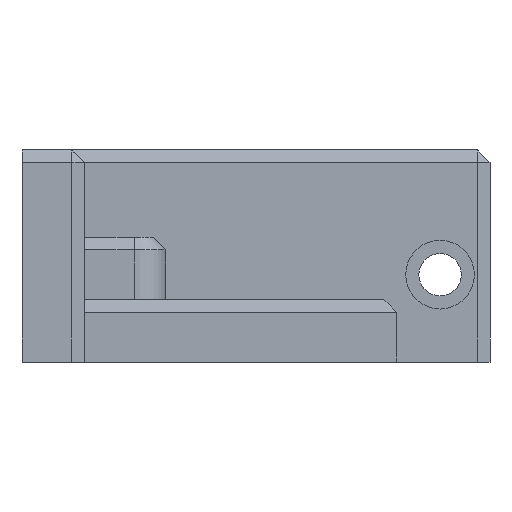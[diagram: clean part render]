
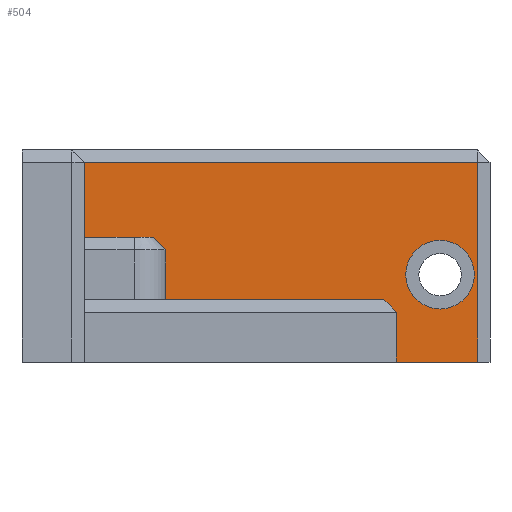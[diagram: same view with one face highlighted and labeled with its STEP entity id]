
A CAD part, left-side view. The second image highlights one B-rep face of the part: STEP entity #504.
In plain terms, the highlighted planar face has unit normal (-1, 0, 0).
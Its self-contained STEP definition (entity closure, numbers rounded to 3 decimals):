
#56 = VERTEX_POINT('',#57);
#57 = CARTESIAN_POINT('',(-5.,-30.,0.));
#63 = EDGE_CURVE('',#56,#64,#66,.T.);
#64 = VERTEX_POINT('',#65);
#65 = CARTESIAN_POINT('',(-5.,-36.5,0.));
#66 = LINE('',#67,#68);
#67 = CARTESIAN_POINT('',(-5.,-30.,0.));
#68 = VECTOR('',#69,1.);
#69 = DIRECTION('',(0.,-1.,0.));
#262 = EDGE_CURVE('',#263,#265,#267,.T.);
#263 = VERTEX_POINT('',#264);
#264 = CARTESIAN_POINT('',(-5.,-5.,5.));
#265 = VERTEX_POINT('',#266);
#266 = CARTESIAN_POINT('',(-5.,-5.,16.));
#267 = LINE('',#268,#269);
#268 = CARTESIAN_POINT('',(-5.,-5.,5.));
#269 = VECTOR('',#270,1.);
#270 = DIRECTION('',(0.,0.,1.));
#462 = VERTEX_POINT('',#463);
#463 = CARTESIAN_POINT('',(-5.,-30.,4.));
#469 = EDGE_CURVE('',#56,#462,#470,.T.);
#470 = LINE('',#471,#472);
#471 = CARTESIAN_POINT('',(-5.,-30.,0.));
#472 = VECTOR('',#473,1.);
#473 = DIRECTION('',(0.,0.,1.));
#487 = VERTEX_POINT('',#488);
#488 = CARTESIAN_POINT('',(-5.,-36.5,16.));
#494 = EDGE_CURVE('',#64,#487,#495,.T.);
#495 = LINE('',#496,#497);
#496 = CARTESIAN_POINT('',(-5.,-36.5,0.));
#497 = VECTOR('',#498,1.);
#498 = DIRECTION('',(0.,0.,1.));
#504 = ADVANCED_FACE('',(#505,#539),#550,.T.);
#505 = FACE_BOUND('',#506,.T.);
#506 = EDGE_LOOP('',(#507,#508,#509,#510,#516,#517,#525,#533));
#507 = ORIENTED_EDGE('',*,*,#469,.F.);
#508 = ORIENTED_EDGE('',*,*,#63,.T.);
#509 = ORIENTED_EDGE('',*,*,#494,.T.);
#510 = ORIENTED_EDGE('',*,*,#511,.F.);
#511 = EDGE_CURVE('',#265,#487,#512,.T.);
#512 = LINE('',#513,#514);
#513 = CARTESIAN_POINT('',(-5.,-5.,16.));
#514 = VECTOR('',#515,1.);
#515 = DIRECTION('',(0.,-1.,0.));
#516 = ORIENTED_EDGE('',*,*,#262,.F.);
#517 = ORIENTED_EDGE('',*,*,#518,.T.);
#518 = EDGE_CURVE('',#263,#519,#521,.T.);
#519 = VERTEX_POINT('',#520);
#520 = CARTESIAN_POINT('',(-5.,-15.,5.));
#521 = LINE('',#522,#523);
#522 = CARTESIAN_POINT('',(-5.,-5.,5.));
#523 = VECTOR('',#524,1.);
#524 = DIRECTION('',(0.,-1.,0.));
#525 = ORIENTED_EDGE('',*,*,#526,.T.);
#526 = EDGE_CURVE('',#519,#527,#529,.T.);
#527 = VERTEX_POINT('',#528);
#528 = CARTESIAN_POINT('',(-5.,-29.,5.));
#529 = LINE('',#530,#531);
#530 = CARTESIAN_POINT('',(-5.,-5.,5.));
#531 = VECTOR('',#532,1.);
#532 = DIRECTION('',(0.,-1.,0.));
#533 = ORIENTED_EDGE('',*,*,#534,.F.);
#534 = EDGE_CURVE('',#462,#527,#535,.T.);
#535 = LINE('',#536,#537);
#536 = CARTESIAN_POINT('',(-5.,-26.438,7.563));
#537 = VECTOR('',#538,1.);
#538 = DIRECTION('',(0.,0.707,0.707));
#539 = FACE_BOUND('',#540,.T.);
#540 = EDGE_LOOP('',(#541));
#541 = ORIENTED_EDGE('',*,*,#542,.T.);
#542 = EDGE_CURVE('',#543,#543,#545,.T.);
#543 = VERTEX_POINT('',#544);
#544 = CARTESIAN_POINT('',(-5.,-33.5,9.75));
#545 = CIRCLE('',#546,2.75);
#546 = AXIS2_PLACEMENT_3D('',#547,#548,#549);
#547 = CARTESIAN_POINT('',(-5.,-33.5,7.));
#548 = DIRECTION('',(1.,0.,-0.));
#549 = DIRECTION('',(0.,0.,1.));
#550 = PLANE('',#551);
#551 = AXIS2_PLACEMENT_3D('',#552,#553,#554);
#552 = CARTESIAN_POINT('',(-5.,-22.513,9.763));
#553 = DIRECTION('',(-1.,-0.,-0.));
#554 = DIRECTION('',(0.,0.,-1.));
